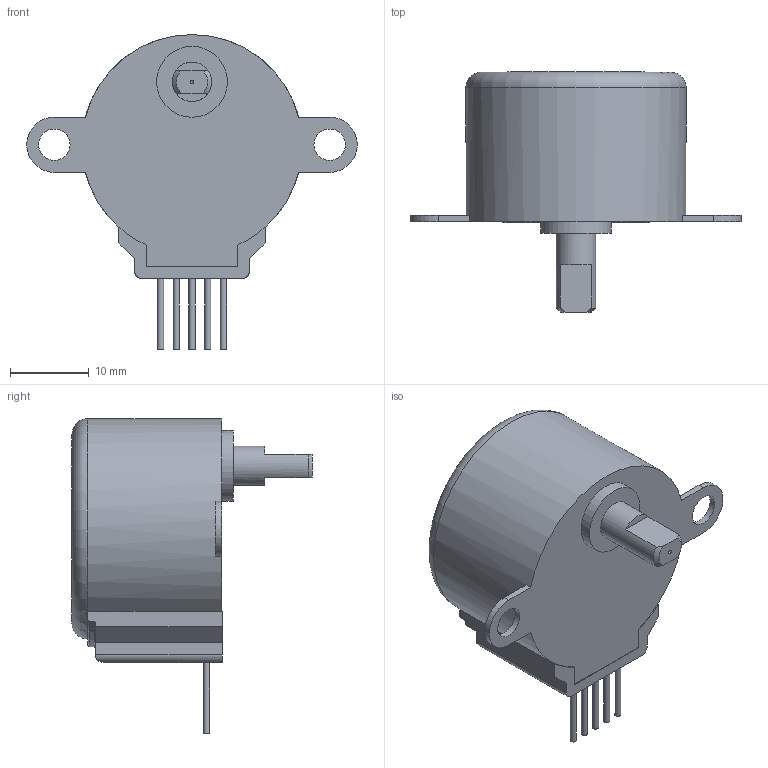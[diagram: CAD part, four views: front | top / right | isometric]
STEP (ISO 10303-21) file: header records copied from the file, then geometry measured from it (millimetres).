
FILE_DESCRIPTION( ( 'Unknown' ), '1' );
FILE_NAME( '28BYJ-48 – 5V Stepper Motor.stp', 'Unknown', ( 'Unknown' ), ( 'Unknown' ), 'PSStep 16.0.42', 'Unknown', ' ' );
FILE_SCHEMA( ( 'AUTOMOTIVE_DESIGN { 1 0 10303 214 1 1 1 1 }' ) );
Length unit declared in the file: millimetre
Products named in the file (1): 1
Bounding box: 42 x 30.5 x 40 mm (x, y, z)
Volume: 12956.4 mm3; surface area: 3593.9 mm2
Topology: 1 solids, 1 shells, 152 faces, 364 edges, 241 vertices
Faces by surface type: plane 104, extrusion 22, cylinder 20, cone 3, torus 3
Full cylindrical faces by diameter (mm): 0.8 x5, 4 x2, 5 x1, 9 x1
Entity records: 6831 total; most frequent: CARTESIAN_POINT 2178, ORIENTED_EDGE 690, DIRECTION 629, EDGE_CURVE 345, VECTOR 263, LINE 241, VERTEX_POINT 238, EDGE_LOOP 198
